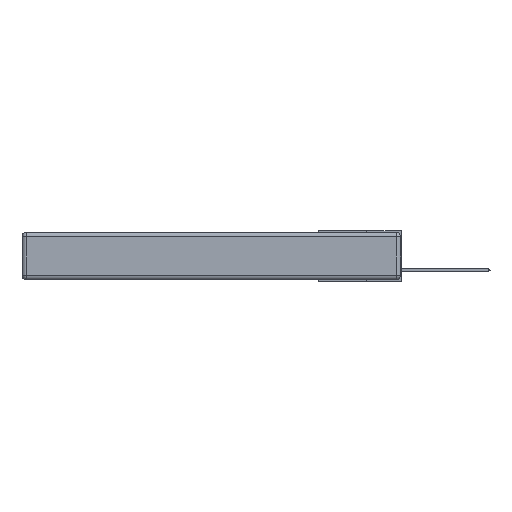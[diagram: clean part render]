
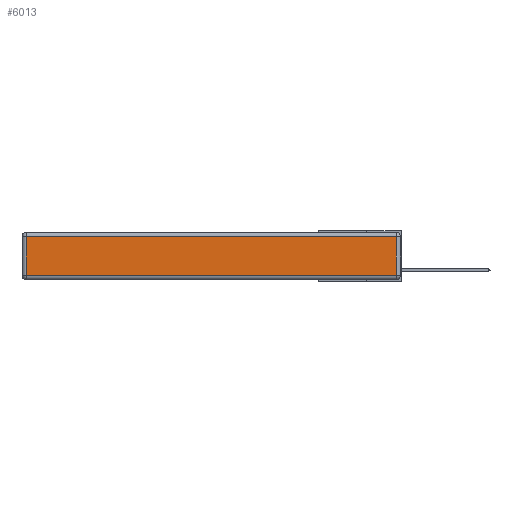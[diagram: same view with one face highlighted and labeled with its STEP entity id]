
A CAD part, left-side view. The second image highlights one B-rep face of the part: STEP entity #6013.
In plain terms, the highlighted planar face has unit normal (-1, 0, 0).
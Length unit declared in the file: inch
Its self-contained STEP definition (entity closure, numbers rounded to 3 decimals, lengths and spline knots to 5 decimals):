
#522 = CARTESIAN_POINT ( 'NONE',  ( 0., 2.72, -0.313 ) ) ;
#2157 = CARTESIAN_POINT ( 'NONE',  ( 0., 0.03, -0.313 ) ) ;
#2675 = LINE ( 'NONE', #18950, #15070 ) ;
#2682 = ORIENTED_EDGE ( 'NONE', *, *, #32017, .T. ) ;
#3091 = DIRECTION ( 'NONE',  ( -1., 0., 0. ) ) ;
#3966 = LINE ( 'NONE', #31898, #22203 ) ;
#4110 = ORIENTED_EDGE ( 'NONE', *, *, #9104, .T. ) ;
#5177 = VERTEX_POINT ( 'NONE', #2157 ) ;
#5956 = CARTESIAN_POINT ( 'NONE',  ( 0., 2.72, -0.343 ) ) ;
#6013 = ADVANCED_FACE ( 'NONE', ( #22152 ), #10219, .T. ) ;
#8392 = AXIS2_PLACEMENT_3D ( 'NONE', #15325, #3091, #15217 ) ;
#8962 = EDGE_CURVE ( 'NONE', #12305, #10231, #10432, .T. ) ;
#9104 = EDGE_CURVE ( 'NONE', #5177, #12305, #2675, .T. ) ;
#10219 = PLANE ( 'NONE',  #8392 ) ;
#10231 = VERTEX_POINT ( 'NONE', #12524 ) ;
#10432 = LINE ( 'NONE', #13314, #22876 ) ;
#10917 = EDGE_LOOP ( 'NONE', ( #2682, #4110, #20158, #30388 ) ) ;
#11076 = DIRECTION ( 'NONE',  ( 0., 0., -1. ) ) ;
#11149 = CARTESIAN_POINT ( 'NONE',  ( 0., 0.03, -0.03 ) ) ;
#12305 = VERTEX_POINT ( 'NONE', #11149 ) ;
#12524 = CARTESIAN_POINT ( 'NONE',  ( 0., 2.72, -0.03 ) ) ;
#13314 = CARTESIAN_POINT ( 'NONE',  ( 0., 2.75, -0.03 ) ) ;
#15070 = VECTOR ( 'NONE', #29047, 39.37008 ) ;
#15217 = DIRECTION ( 'NONE',  ( 0., 0., 1. ) ) ;
#15325 = CARTESIAN_POINT ( 'NONE',  ( 0., 0., -0.343 ) ) ;
#18099 = DIRECTION ( 'NONE',  ( 0., 1., 0. ) ) ;
#18950 = CARTESIAN_POINT ( 'NONE',  ( 0., 0.03, -0.343 ) ) ;
#19320 = LINE ( 'NONE', #5956, #20110 ) ;
#20110 = VECTOR ( 'NONE', #11076, 39.37008 ) ;
#20158 = ORIENTED_EDGE ( 'NONE', *, *, #8962, .T. ) ;
#20639 = VERTEX_POINT ( 'NONE', #522 ) ;
#22152 = FACE_OUTER_BOUND ( 'NONE', #10917, .T. ) ;
#22203 = VECTOR ( 'NONE', #22330, 39.37008 ) ;
#22330 = DIRECTION ( 'NONE',  ( 0., -1., 0. ) ) ;
#22876 = VECTOR ( 'NONE', #18099, 39.37008 ) ;
#27885 = EDGE_CURVE ( 'NONE', #10231, #20639, #19320, .T. ) ;
#29047 = DIRECTION ( 'NONE',  ( 0., 0., 1. ) ) ;
#30388 = ORIENTED_EDGE ( 'NONE', *, *, #27885, .T. ) ;
#31898 = CARTESIAN_POINT ( 'NONE',  ( 0., 0., -0.313 ) ) ;
#32017 = EDGE_CURVE ( 'NONE', #20639, #5177, #3966, .T. ) ;
